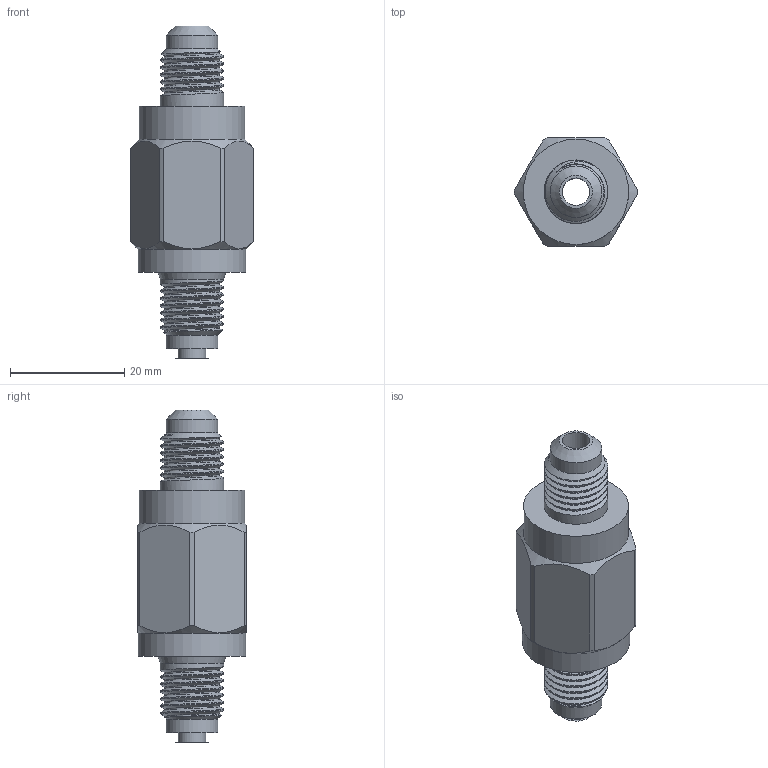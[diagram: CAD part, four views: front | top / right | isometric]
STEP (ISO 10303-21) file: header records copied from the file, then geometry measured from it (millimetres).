
FILE_DESCRIPTION(/* description */ (''),/* implementation_level */ '2;1');
FILE_NAME(/* name */ '020-1040R.stp',/* time_stamp */ '2022-08-11T12:24:42+03:00',/* author */ ('U403152'),/* organization */ (''),/* preprocessor_version */ 'ST-DEVELOPER v18.1',/* originating_system */ 'Autodesk Inventor 2020',/* authorisation */ '');
FILE_SCHEMA (('AUTOMOTIVE_DESIGN { 1 0 10303 214 3 1 1 }'));
Length unit declared in the file: millimetre
Products named in the file (1): Part1
Bounding box: 21.5 x 19 x 58 mm (x, y, z)
Volume: 9799.4 mm3; surface area: 4375.6 mm2
Topology: 1 solids, 1 shells, 50 faces, 145 edges, 99 vertices
Faces by surface type: cylinder 24, plane 12, cone 8, bspline 6
Full cylindrical faces by diameter (mm): 4.8 x1, 9 x2, 11.1 x11, 18.4 x1, 18.8 x1
Entity records: 5619 total; most frequent: CARTESIAN_POINT 4342, ORIENTED_EDGE 290, DIRECTION 230, EDGE_CURVE 145, VERTEX_POINT 99, AXIS2_PLACEMENT_3D 93, EDGE_LOOP 54, FACE_OUTER_BOUND 50
